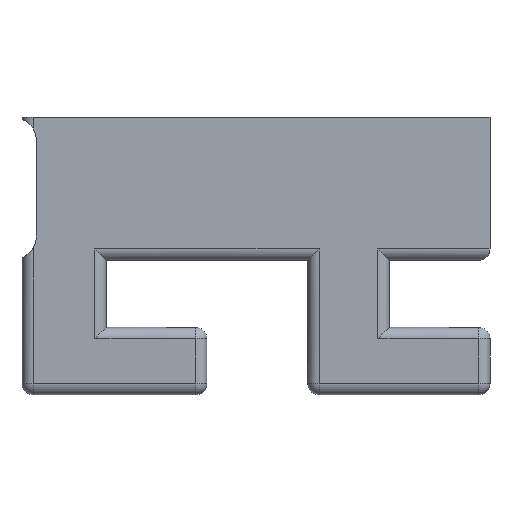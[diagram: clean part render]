
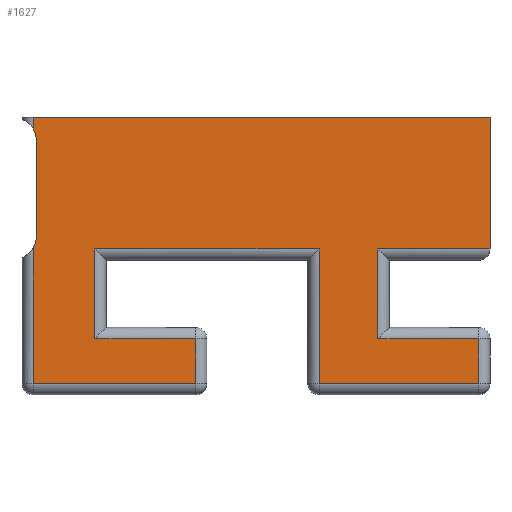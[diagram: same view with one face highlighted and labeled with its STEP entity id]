
A CAD part, left-side view. The second image highlights one B-rep face of the part: STEP entity #1627.
In plain terms, the highlighted planar face has unit normal (-1, 0, 0).
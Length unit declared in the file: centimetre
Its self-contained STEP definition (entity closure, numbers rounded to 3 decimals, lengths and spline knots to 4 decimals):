
#68=PLANE('',#1809);
#149=FACE_OUTER_BOUND('',#259,.T.);
#259=EDGE_LOOP('',(#1300,#1301,#1302,#1303,#1304,#1305,#1306,#1307,#1308,
#1309,#1310,#1311,#1312,#1313,#1314,#1315,#1316,#1317));
#308=CIRCLE('',#1677,0.2108);
#309=CIRCLE('',#1680,0.2108);
#404=LINE('',#2449,#517);
#412=LINE('',#2586,#525);
#424=LINE('',#2660,#537);
#428=LINE('',#2686,#541);
#432=LINE('',#2701,#545);
#435=LINE('',#2714,#548);
#436=LINE('',#2731,#549);
#438=LINE('',#2748,#551);
#441=LINE('',#2754,#554);
#459=LINE('',#2805,#572);
#462=LINE('',#2813,#575);
#464=LINE('',#2816,#577);
#466=LINE('',#2820,#579);
#468=LINE('',#2825,#581);
#478=LINE('',#2901,#591);
#485=LINE('',#2930,#598);
#517=VECTOR('',#1889,1.);
#525=VECTOR('',#1919,1.);
#537=VECTOR('',#1973,1.);
#541=VECTOR('',#2007,1.);
#545=VECTOR('',#2023,1.);
#548=VECTOR('',#2034,1.);
#549=VECTOR('',#2055,1.);
#551=VECTOR('',#2075,1.);
#554=VECTOR('',#2080,1.);
#572=VECTOR('',#2140,1.);
#575=VECTOR('',#2149,1.);
#577=VECTOR('',#2153,1.);
#579=VECTOR('',#2157,1.);
#581=VECTOR('',#2163,1.);
#591=VECTOR('',#2207,1.);
#598=VECTOR('',#2232,1.);
#654=VERTEX_POINT('',#2411);
#655=VERTEX_POINT('',#2413);
#660=VERTEX_POINT('',#2447);
#665=VERTEX_POINT('',#2480);
#674=VERTEX_POINT('',#2585);
#691=VERTEX_POINT('',#2652);
#698=VERTEX_POINT('',#2679);
#703=VERTEX_POINT('',#2695);
#704=VERTEX_POINT('',#2699);
#705=VERTEX_POINT('',#2700);
#710=VERTEX_POINT('',#2711);
#711=VERTEX_POINT('',#2713);
#712=VERTEX_POINT('',#2717);
#717=VERTEX_POINT('',#2727);
#723=VERTEX_POINT('',#2744);
#725=VERTEX_POINT('',#2753);
#740=VERTEX_POINT('',#2819);
#750=VERTEX_POINT('',#2900);
#793=EDGE_CURVE('',#655,#654,#308,.T.);
#799=EDGE_CURVE('',#654,#660,#404,.T.);
#806=EDGE_CURVE('',#660,#665,#309,.T.);
#820=EDGE_CURVE('',#655,#674,#412,.T.);
#848=EDGE_CURVE('',#691,#665,#424,.T.);
#861=EDGE_CURVE('',#698,#691,#428,.T.);
#868=EDGE_CURVE('',#704,#705,#432,.T.);
#874=EDGE_CURVE('',#710,#711,#435,.T.);
#882=EDGE_CURVE('',#712,#717,#436,.T.);
#890=EDGE_CURVE('',#717,#723,#438,.T.);
#893=EDGE_CURVE('',#723,#725,#441,.T.);
#921=EDGE_CURVE('',#725,#710,#459,.T.);
#925=EDGE_CURVE('',#705,#712,#462,.T.);
#927=EDGE_CURVE('',#711,#703,#464,.T.);
#929=EDGE_CURVE('',#740,#704,#466,.T.);
#932=EDGE_CURVE('',#703,#698,#468,.T.);
#953=EDGE_CURVE('',#674,#750,#478,.T.);
#968=EDGE_CURVE('',#740,#750,#485,.T.);
#1300=ORIENTED_EDGE('',*,*,#806,.T.);
#1301=ORIENTED_EDGE('',*,*,#848,.F.);
#1302=ORIENTED_EDGE('',*,*,#861,.F.);
#1303=ORIENTED_EDGE('',*,*,#932,.F.);
#1304=ORIENTED_EDGE('',*,*,#927,.F.);
#1305=ORIENTED_EDGE('',*,*,#874,.F.);
#1306=ORIENTED_EDGE('',*,*,#921,.F.);
#1307=ORIENTED_EDGE('',*,*,#893,.F.);
#1308=ORIENTED_EDGE('',*,*,#890,.F.);
#1309=ORIENTED_EDGE('',*,*,#882,.F.);
#1310=ORIENTED_EDGE('',*,*,#925,.F.);
#1311=ORIENTED_EDGE('',*,*,#868,.F.);
#1312=ORIENTED_EDGE('',*,*,#929,.F.);
#1313=ORIENTED_EDGE('',*,*,#968,.T.);
#1314=ORIENTED_EDGE('',*,*,#953,.F.);
#1315=ORIENTED_EDGE('',*,*,#820,.F.);
#1316=ORIENTED_EDGE('',*,*,#793,.T.);
#1317=ORIENTED_EDGE('',*,*,#799,.T.);
#1627=ADVANCED_FACE('',(#149),#68,.F.);
#1677=AXIS2_PLACEMENT_3D('',#2414,#1883,#1884);
#1680=AXIS2_PLACEMENT_3D('',#2493,#1894,#1895);
#1809=AXIS2_PLACEMENT_3D('',#2929,#2230,#2231);
#1883=DIRECTION('center_axis',(1.,0.,0.));
#1884=DIRECTION('ref_axis',(0.,0.,
-1.));
#1889=DIRECTION('',(0.,0.,-1.));
#1894=DIRECTION('center_axis',(1.,0.,0.));
#1895=DIRECTION('ref_axis',(0.,0.,
-1.));
#1919=DIRECTION('',(0.,0.,1.));
#1973=DIRECTION('',(0.,0.,1.));
#2007=DIRECTION('',(0.,1.,0.));
#2023=DIRECTION('',(0.,0.,-1.));
#2034=DIRECTION('',(0.,0.,-1.));
#2055=DIRECTION('',(0.,0.,-1.));
#2075=DIRECTION('',(0.,1.,0.));
#2080=DIRECTION('',(0.,0.,1.));
#2140=DIRECTION('',(0.,1.,0.));
#2149=DIRECTION('',(0.,-1.,0.));
#2153=DIRECTION('',(0.,-1.,0.));
#2157=DIRECTION('',(0.,1.,0.));
#2163=DIRECTION('',(0.,0.,-1.));
#2207=DIRECTION('',(0.,-1.,0.));
#2230=DIRECTION('center_axis',(1.,0.,0.));
#2231=DIRECTION('ref_axis',(0.,0.,-1.));
#2232=DIRECTION('',(0.,0.,1.));
#2411=CARTESIAN_POINT('',(7.9786,8.25,11.5209));
#2413=CARTESIAN_POINT('',(7.9786,8.2785,11.6268));
#2414=CARTESIAN_POINT('Origin',(7.9786,8.4608,11.5209));
#2447=CARTESIAN_POINT('',(7.9786,8.25,10.6726));
#2449=CARTESIAN_POINT('',(7.9786,8.25,11.0075));
#2480=CARTESIAN_POINT('',(7.9786,8.2785,10.5667));
#2493=CARTESIAN_POINT('Origin',(7.9786,8.4608,10.6726));
#2585=CARTESIAN_POINT('',(7.9786,8.2785,11.7315));
#2586=CARTESIAN_POINT('',(7.9786,8.2785,10.494));
#2652=CARTESIAN_POINT('',(7.9786,8.2785,9.3565));
#2660=CARTESIAN_POINT('',(7.9786,8.2785,10.494));
#2679=CARTESIAN_POINT('',(7.9786,6.8285,9.3565));
#2686=CARTESIAN_POINT('',(7.9786,6.291,9.3565));
#2695=CARTESIAN_POINT('',(7.9786,6.8285,9.7565));
#2699=CARTESIAN_POINT('',(7.9786,5.2035,10.5565));
#2700=CARTESIAN_POINT('',(7.9786,5.2035,9.7565));
#2701=CARTESIAN_POINT('',(7.9786,5.2035,10.3253));
#2711=CARTESIAN_POINT('',(7.9786,7.7285,10.5565));
#2713=CARTESIAN_POINT('',(7.9786,7.7285,9.7565));
#2714=CARTESIAN_POINT('',(7.9786,7.7285,10.3253));
#2717=CARTESIAN_POINT('',(7.9786,4.3035,9.7565));
#2727=CARTESIAN_POINT('',(7.9786,4.3035,9.3565));
#2731=CARTESIAN_POINT('',(7.9786,4.3035,10.494));
#2744=CARTESIAN_POINT('',(7.9786,5.7285,9.3565));
#2748=CARTESIAN_POINT('',(7.9786,6.291,9.3565));
#2753=CARTESIAN_POINT('',(7.9786,5.7285,10.5565));
#2754=CARTESIAN_POINT('',(7.9786,5.7285,10.0253));
#2805=CARTESIAN_POINT('',(7.9786,5.2472,10.5565));
#2813=CARTESIAN_POINT('',(7.9786,5.2472,9.7565));
#2816=CARTESIAN_POINT('',(7.9786,5.2472,9.7565));
#2819=CARTESIAN_POINT('',(7.9786,4.2035,10.5565));
#2820=CARTESIAN_POINT('',(7.9786,5.2472,10.5565));
#2825=CARTESIAN_POINT('',(7.9786,6.8285,10.0253));
#2900=CARTESIAN_POINT('',(7.9786,4.2035,11.7315));
#2901=CARTESIAN_POINT('',(7.9786,4.6285,11.7315));
#2929=CARTESIAN_POINT('Origin',(7.9786,6.291,10.494));
#2930=CARTESIAN_POINT('',(7.9786,4.2035,10.494));
